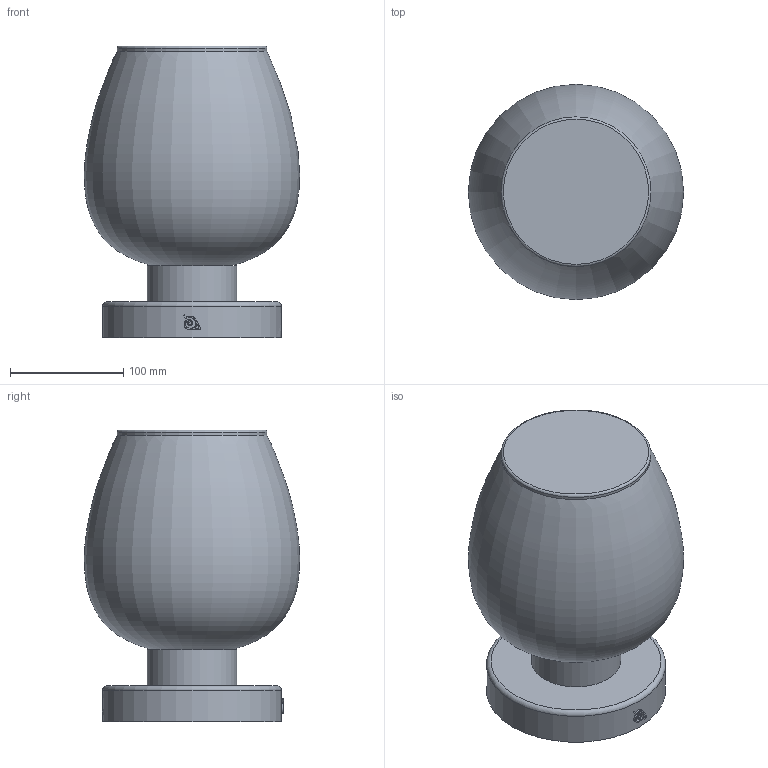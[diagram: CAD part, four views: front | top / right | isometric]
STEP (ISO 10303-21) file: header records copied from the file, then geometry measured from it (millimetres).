
FILE_DESCRIPTION(/* description */ ('STEP AP242 Edition 2','CAx-IF Rec.Pracs.---Representation and Presentation of Product Manufacturing Information (PMI)---4.0---2014-10-13','CAx-IF Rec.Pracs.---3D Tessellated Geometry---0.4---2014-09-14','2;1','CAx-IF Rec.Pracs.---User Defined Attributes---1.5---2016-08-15'),/* implementation_level */ '2;1');
FILE_NAME(/* name */ '693252e4ed0be771a1a509d0',/* time_stamp */ '2025-12-05T03:35:01Z',/* author */ (''),/* organization */ (''),/* preprocessor_version */ 'ST-DEVELOPER v20',/* originating_system */ 'ONSHAPE BY PTC INC, 1.207',/* authorisation */ ' ');
FILE_SCHEMA (('AP242_MANAGED_MODEL_BASED_3D_ENGINEERING_MIM_LF { 1 0 10303 442 3 1 4 }'));
Length unit declared in the file: metre
Products named in the file (24): Assembly 2; Hex Head Bolt JIS B 1180 - M5x20 - C Steel 4.6 Plain; lamp_lightbulb; Component3; Component2; Component1; Hexagon Nut JIS B 1181 - M5 - C Steel 6 Plain
Assembly tree (23 placements, depth 2):
  Assembly 2
    Hex Head Bolt JIS B 1180 - M5x20 - C Steel 4.6 Plain
    lamp_lightbulb
    Component3
    Component2
    Component3
    lamp_lightbulb
    Component1
    lamp_lightbulb
    lamp_lightbulb
    lamp_lightbulb
    lamp_lightbulb
    lamp_lightbulb
    lamp_lightbulb
    lamp_lightbulb
    Component1
    Component2
    lamp_lightbulb
    lamp_lightbulb
    lamp_lightbulb
    Hexagon Nut JIS B 1181 - M5 - C Steel 6 Plain
    lamp_lightbulb
    lamp_lightbulb
    lamp_lightbulb
Bounding box: 190.3 x 190.28 x 258 mm (x, y, z)
Volume: 2853029.3 mm3; surface area: 647270.9 mm2
Topology: 23 solids, 23 shells, 179 faces, 400 edges, 260 vertices
Faces by surface type: plane 85, cylinder 34, torus 24, bspline 17, sphere 10, cone 9
Full cylindrical faces by diameter (mm): 0.254 x8, 2.032 x4, 3.175 x1, 7.8 x1, 8.468 x1, 9.802 x1, 10 x2, 12.7 x1, 13 x4, 18.285 x1, 26 x1, 59.116 x2, 79.116 x2, 118.232 x2, 132.448 x1, 158.232 x2
Entity records: 14903 total; most frequent: CARTESIAN_POINT 11014, DIRECTION 671, ORIENTED_EDGE 552, AXIS2_PLACEMENT_3D 284, FACE_BOUND 277, EDGE_CURVE 276, EDGE_LOOP 272, VERTEX_POINT 225
